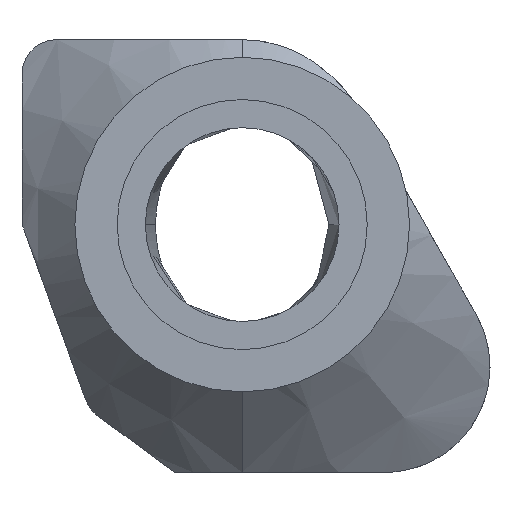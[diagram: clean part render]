
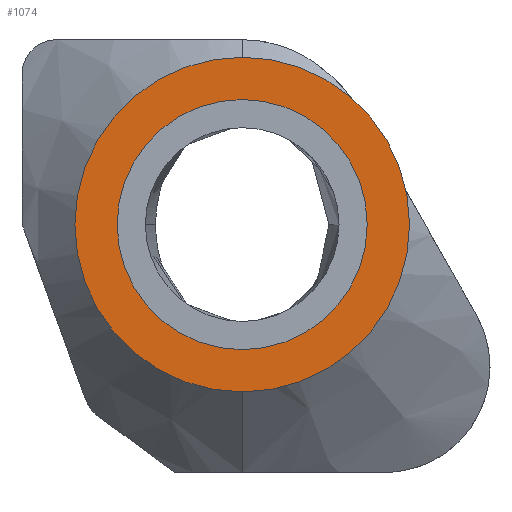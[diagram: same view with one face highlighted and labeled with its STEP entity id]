
A CAD part, front view. The second image highlights one B-rep face of the part: STEP entity #1074.
In plain terms, the highlighted planar face has unit normal (0, -1, 0).
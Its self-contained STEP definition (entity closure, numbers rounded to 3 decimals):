
#43 = ORIENTED_EDGE ( 'NONE', *, *, #1111, .T. ) ;
#47 = PLANE ( 'NONE',  #191 ) ;
#55 = CARTESIAN_POINT ( 'NONE',  ( 0., 0., 0. ) ) ;
#69 = CARTESIAN_POINT ( 'NONE',  ( 0., 0., 9.5 ) ) ;
#119 = VERTEX_POINT ( 'NONE', #334 ) ;
#149 = CARTESIAN_POINT ( 'NONE',  ( 0., 0., 0. ) ) ;
#154 = DIRECTION ( 'NONE',  ( 0., 0., 1. ) ) ;
#164 = DIRECTION ( 'NONE',  ( 0., 0., -1. ) ) ;
#191 = AXIS2_PLACEMENT_3D ( 'NONE', #149, #813, #154 ) ;
#265 = DIRECTION ( 'NONE',  ( 0., 1., 0. ) ) ;
#320 = CARTESIAN_POINT ( 'NONE',  ( 0., 0., 7.1 ) ) ;
#334 = CARTESIAN_POINT ( 'NONE',  ( 0., 0., -7.1 ) ) ;
#377 = CARTESIAN_POINT ( 'NONE',  ( 0., 0., 0. ) ) ;
#423 = AXIS2_PLACEMENT_3D ( 'NONE', #55, #822, #164 ) ;
#452 = DIRECTION ( 'NONE',  ( 0., -1., 0. ) ) ;
#458 = CIRCLE ( 'NONE', #755, 9.5 ) ;
#492 = VERTEX_POINT ( 'NONE', #69 ) ;
#493 = DIRECTION ( 'NONE',  ( 0., 0., 1. ) ) ;
#633 = ORIENTED_EDGE ( 'NONE', *, *, #696, .T. ) ;
#636 = VERTEX_POINT ( 'NONE', #320 ) ;
#696 = EDGE_CURVE ( 'NONE', #1125, #492, #458, .T. ) ;
#746 = EDGE_CURVE ( 'NONE', #636, #119, #992, .T. ) ;
#755 = AXIS2_PLACEMENT_3D ( 'NONE', #1093, #452, #1204 ) ;
#774 = EDGE_CURVE ( 'NONE', #119, #636, #1242, .T. ) ;
#813 = DIRECTION ( 'NONE',  ( 0., 1., 0. ) ) ;
#822 = DIRECTION ( 'NONE',  ( 0., -1., 0. ) ) ;
#903 = FACE_OUTER_BOUND ( 'NONE', #1384, .T. ) ;
#911 = CARTESIAN_POINT ( 'NONE',  ( 0., 0., 0. ) ) ;
#933 = CARTESIAN_POINT ( 'NONE',  ( 0., 0., -9.5 ) ) ;
#942 = ORIENTED_EDGE ( 'NONE', *, *, #774, .T. ) ;
#975 = AXIS2_PLACEMENT_3D ( 'NONE', #911, #265, #1016 ) ;
#992 = CIRCLE ( 'NONE', #975, 7.1 ) ;
#1016 = DIRECTION ( 'NONE',  ( 0., 0., 1. ) ) ;
#1074 = ADVANCED_FACE ( 'NONE', ( #1194, #903 ), #47, .F. ) ;
#1075 = ORIENTED_EDGE ( 'NONE', *, *, #746, .T. ) ;
#1093 = CARTESIAN_POINT ( 'NONE',  ( 0., 0., 0. ) ) ;
#1111 = EDGE_CURVE ( 'NONE', #492, #1125, #1153, .T. ) ;
#1125 = VERTEX_POINT ( 'NONE', #933 ) ;
#1129 = DIRECTION ( 'NONE',  ( 0., 1., 0. ) ) ;
#1153 = CIRCLE ( 'NONE', #423, 9.5 ) ;
#1194 = FACE_BOUND ( 'NONE', #1341, .T. ) ;
#1204 = DIRECTION ( 'NONE',  ( 0., 0., -1. ) ) ;
#1242 = CIRCLE ( 'NONE', #1263, 7.1 ) ;
#1263 = AXIS2_PLACEMENT_3D ( 'NONE', #377, #1129, #493 ) ;
#1341 = EDGE_LOOP ( 'NONE', ( #942, #1075 ) ) ;
#1384 = EDGE_LOOP ( 'NONE', ( #633, #43 ) ) ;
